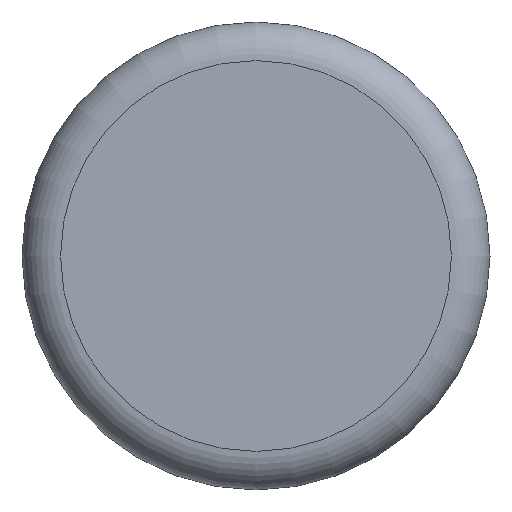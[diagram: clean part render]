
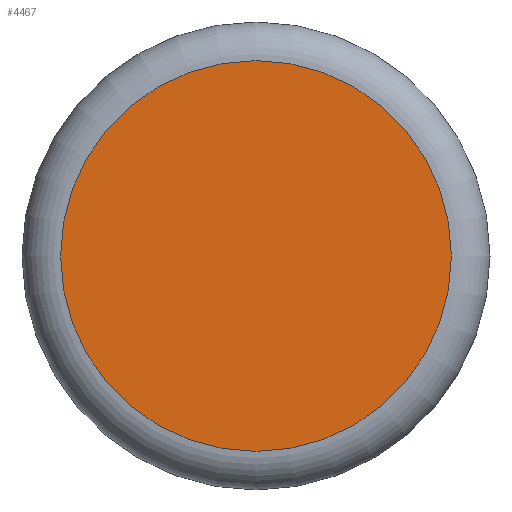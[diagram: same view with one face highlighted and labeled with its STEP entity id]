
A CAD part, front view. The second image highlights one B-rep face of the part: STEP entity #4467.
In plain terms, the highlighted planar face has unit normal (0, -1, 0).
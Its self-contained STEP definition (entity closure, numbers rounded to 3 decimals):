
#361=PLANE('',#4796);
#1021=FACE_OUTER_BOUND('',#1286,.T.);
#1286=EDGE_LOOP('',(#2903));
#1573=CIRCLE('',#4794,30.4);
#1745=VERTEX_POINT('',#6184);
#2169=EDGE_CURVE('',#1745,#1745,#1573,.T.);
#2903=ORIENTED_EDGE('',*,*,#2169,.T.);
#4467=ADVANCED_FACE('',(#1021),#361,.T.);
#4794=AXIS2_PLACEMENT_3D('',#6185,#5238,#5239);
#4796=AXIS2_PLACEMENT_3D('',#6187,#5242,#5243);
#5238=DIRECTION('center_axis',(0.,-1.,0.));
#5239=DIRECTION('ref_axis',(1.,0.,0.));
#5242=DIRECTION('center_axis',(0.,-1.,0.));
#5243=DIRECTION('ref_axis',(0.,0.,-1.));
#6184=CARTESIAN_POINT('',(5.561,-52.984,48.456));
#6185=CARTESIAN_POINT('Origin',(5.561,-52.984,18.056));
#6187=CARTESIAN_POINT('Origin',(20.761,-52.984,18.056));
